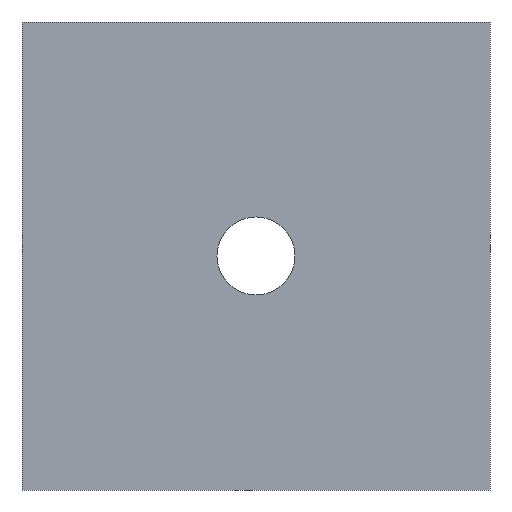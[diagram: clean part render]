
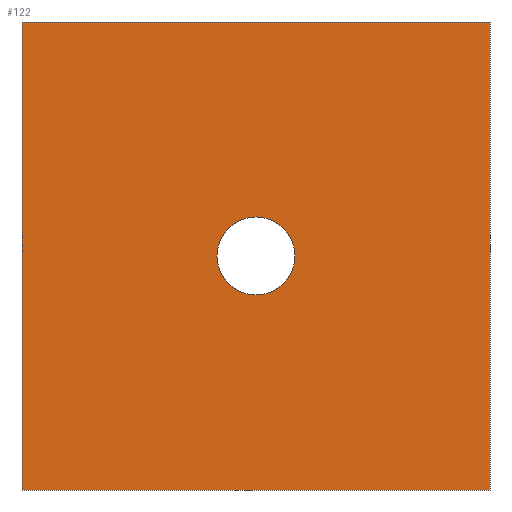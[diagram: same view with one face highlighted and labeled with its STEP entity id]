
A CAD part, front view. The second image highlights one B-rep face of the part: STEP entity #122.
In plain terms, the highlighted planar face has unit normal (0, -1, 0).
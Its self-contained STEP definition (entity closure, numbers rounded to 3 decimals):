
#1=CARTESIAN_POINT('',(0.,0.,0.));
#2=DIRECTION('',(0.,-1.,0.));
#3=DIRECTION('',(1.,0.,0.));
#4=AXIS2_PLACEMENT_3D('',#1,#2,#3);
#6=CARTESIAN_POINT('',(0.,0.,0.));
#7=DIRECTION('',(0.,-1.,0.));
#8=DIRECTION('',(-1.,0.,0.));
#9=AXIS2_PLACEMENT_3D('',#6,#7,#8);
#11=DIRECTION('',(1.,0.,0.));
#12=VECTOR('',#11,30.);
#13=CARTESIAN_POINT('',(-15.,0.,15.));
#14=LINE('',#13,#12);
#15=DIRECTION('',(0.,0.,-1.));
#16=VECTOR('',#15,30.);
#17=CARTESIAN_POINT('',(15.,0.,15.));
#18=LINE('',#17,#16);
#19=DIRECTION('',(-1.,0.,0.));
#20=VECTOR('',#19,30.);
#21=CARTESIAN_POINT('',(15.,0.,-15.));
#22=LINE('',#21,#20);
#23=DIRECTION('',(0.,0.,1.));
#24=VECTOR('',#23,30.);
#25=CARTESIAN_POINT('',(-15.,0.,-15.));
#26=LINE('',#25,#24);
#77=CARTESIAN_POINT('',(2.5,0.,0.));
#78=CARTESIAN_POINT('',(-2.5,0.,0.));
#79=VERTEX_POINT('',#77);
#80=VERTEX_POINT('',#78);
#81=CARTESIAN_POINT('',(-15.,0.,15.));
#82=CARTESIAN_POINT('',(15.,0.,15.));
#83=VERTEX_POINT('',#81);
#84=VERTEX_POINT('',#82);
#85=CARTESIAN_POINT('',(15.,0.,-15.));
#86=VERTEX_POINT('',#85);
#87=CARTESIAN_POINT('',(-15.,0.,-15.));
#88=VERTEX_POINT('',#87);
#101=CARTESIAN_POINT('',(0.,0.,0.));
#102=DIRECTION('',(0.,1.,0.));
#103=DIRECTION('',(1.,0.,0.));
#104=AXIS2_PLACEMENT_3D('',#101,#102,#103);
#105=PLANE('',#104);
#107=ORIENTED_EDGE('',*,*,#106,.T.);
#109=ORIENTED_EDGE('',*,*,#108,.T.);
#111=ORIENTED_EDGE('',*,*,#110,.T.);
#113=ORIENTED_EDGE('',*,*,#112,.T.);
#114=EDGE_LOOP('',(#107,#109,#111,#113));
#115=FACE_OUTER_BOUND('',#114,.F.);
#117=ORIENTED_EDGE('',*,*,#116,.T.);
#119=ORIENTED_EDGE('',*,*,#118,.T.);
#120=EDGE_LOOP('',(#117,#119));
#121=FACE_BOUND('',#120,.F.);
#122=ADVANCED_FACE('',(#115,#121),#105,.F.);
#5=CIRCLE('',#4,2.5);
#10=CIRCLE('',#9,2.5);
#106=EDGE_CURVE('',#83,#84,#14,.T.);
#108=EDGE_CURVE('',#84,#86,#18,.T.);
#110=EDGE_CURVE('',#86,#88,#22,.T.);
#112=EDGE_CURVE('',#88,#83,#26,.T.);
#116=EDGE_CURVE('',#79,#80,#5,.T.);
#118=EDGE_CURVE('',#80,#79,#10,.T.);
